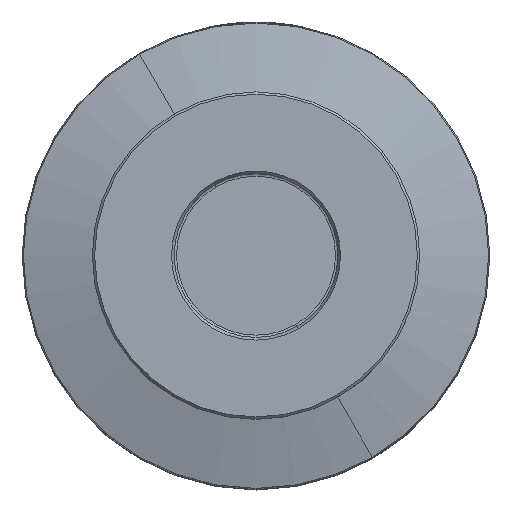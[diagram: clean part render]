
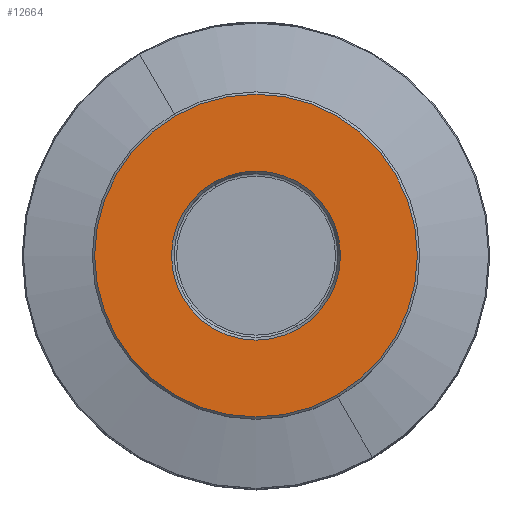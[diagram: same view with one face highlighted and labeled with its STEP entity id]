
A CAD part, top view. The second image highlights one B-rep face of the part: STEP entity #12664.
In plain terms, the highlighted planar face has unit normal (0, 0, 1).
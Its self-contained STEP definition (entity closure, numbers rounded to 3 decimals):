
#224=CARTESIAN_POINT('',(0.,0.,71.5));
#225=DIRECTION('',(0.,0.,1.));
#226=DIRECTION('',(-0.5,0.866,0.));
#227=AXIS2_PLACEMENT_3D('',#224,#225,#226);
#232=CARTESIAN_POINT('',(0.,0.,71.5));
#233=DIRECTION('',(0.,0.,-1.));
#234=DIRECTION('',(-0.5,0.866,0.));
#235=AXIS2_PLACEMENT_3D('',#232,#233,#234);
#254=CARTESIAN_POINT('',(0.,0.,71.5));
#255=DIRECTION('',(0.,0.,-1.));
#256=DIRECTION('',(-0.5,0.866,0.));
#257=AXIS2_PLACEMENT_3D('',#254,#255,#256);
#262=CARTESIAN_POINT('',(0.,0.,71.5));
#263=DIRECTION('',(0.,0.,1.));
#264=DIRECTION('',(-0.5,0.866,0.));
#265=AXIS2_PLACEMENT_3D('',#262,#263,#264);
#12369=CARTESIAN_POINT('',(-9.039,15.655,71.5));
#12370=VERTEX_POINT('',#12369);
#12371=CARTESIAN_POINT('',(-17.25,29.878,71.5));
#12373=VERTEX_POINT('',#12371);
#12425=CARTESIAN_POINT('',(9.039,-15.655,71.5));
#12426=VERTEX_POINT('',#12425);
#12427=CARTESIAN_POINT('',(17.25,-29.878,71.5));
#12429=VERTEX_POINT('',#12427);
#12649=CARTESIAN_POINT('',(0.,0.,71.5));
#12650=DIRECTION('',(0.,0.,1.));
#12651=DIRECTION('',(0.5,-0.866,0.));
#12652=AXIS2_PLACEMENT_3D('',#12649,#12650,#12651);
#12653=PLANE('',#12652);
#12655=ORIENTED_EDGE('',*,*,#12654,.T.);
#12657=ORIENTED_EDGE('',*,*,#12656,.F.);
#12658=EDGE_LOOP('',(#12655,#12657));
#12659=FACE_OUTER_BOUND('',#12658,.F.);
#12660=ORIENTED_EDGE('',*,*,#12631,.T.);
#12661=ORIENTED_EDGE('',*,*,#12642,.F.);
#12662=EDGE_LOOP('',(#12660,#12661));
#12663=FACE_BOUND('',#12662,.F.);
#12664=ADVANCED_FACE('',(#12659,#12663),#12653,.T.);
#228=CIRCLE('',#227,18.077);
#236=CIRCLE('',#235,18.077);
#258=CIRCLE('',#257,34.5);
#266=CIRCLE('',#265,34.5);
#12631=EDGE_CURVE('',#12370,#12426,#228,.T.);
#12642=EDGE_CURVE('',#12370,#12426,#236,.T.);
#12654=EDGE_CURVE('',#12373,#12429,#258,.T.);
#12656=EDGE_CURVE('',#12373,#12429,#266,.T.);
